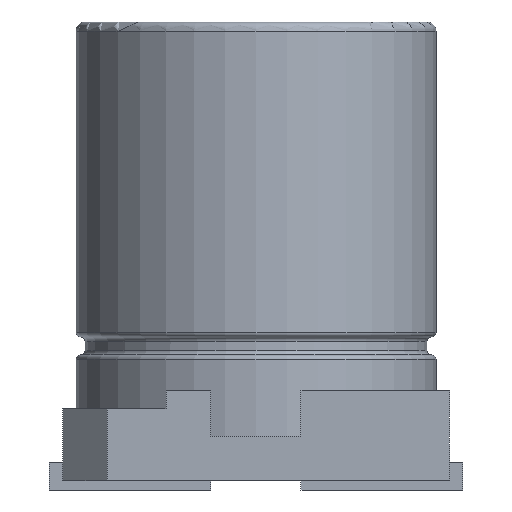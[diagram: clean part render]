
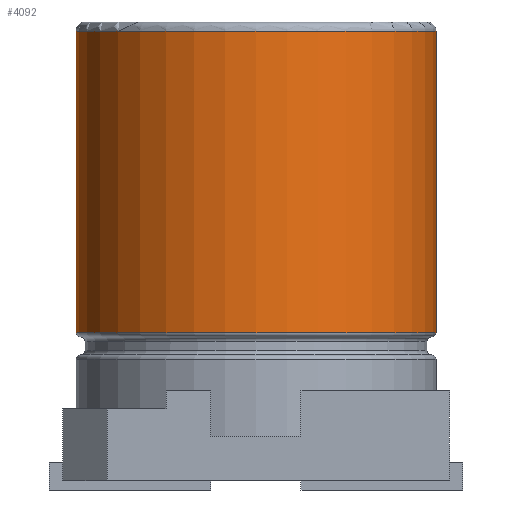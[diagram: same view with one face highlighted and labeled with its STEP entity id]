
A CAD part, front view. The second image highlights one B-rep face of the part: STEP entity #4092.
In plain terms, the highlighted cylindrical face has radius 2 mm (diameter 4 mm), a partial arc.
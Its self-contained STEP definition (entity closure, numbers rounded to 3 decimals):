
#786 = CARTESIAN_POINT ( 'NONE',  ( -2., 0., 1.75 ) ) ;
#793 = CARTESIAN_POINT ( 'NONE',  ( 2., 0., 1.75 ) ) ;
#900 = DIRECTION ( 'NONE',  ( 0., 0., -1. ) ) ;
#901 = VECTOR ( 'NONE', #900, 1000. ) ;
#902 = CARTESIAN_POINT ( 'NONE',  ( 2., 0., 16.057 ) ) ;
#903 = LINE ( 'NONE', #902, #901 ) ;
#930 = CARTESIAN_POINT ( 'NONE',  ( -2., 0., 5.1 ) ) ;
#931 = CARTESIAN_POINT ( 'NONE',  ( 2., 0., 5.1 ) ) ;
#1015 = DIRECTION ( 'NONE',  ( 0., 0., -1. ) ) ;
#1016 = VECTOR ( 'NONE', #1015, 1000. ) ;
#1017 = CARTESIAN_POINT ( 'NONE',  ( -2., 0., 16.057 ) ) ;
#1018 = LINE ( 'NONE', #1017, #1016 ) ;
#2331 = DIRECTION ( 'NONE',  ( 1., 0., 0. ) ) ;
#2332 = DIRECTION ( 'NONE',  ( 0., 0., -1. ) ) ;
#2333 = CARTESIAN_POINT ( 'NONE',  ( 0., 0., 5.1 ) ) ;
#2334 = AXIS2_PLACEMENT_3D ( 'NONE', #2333, #2332, #2331 ) ;
#2335 = CIRCLE ( 'NONE', #2334, 2. ) ;
#2362 = DIRECTION ( 'NONE',  ( -1., 0., 0. ) ) ;
#2363 = DIRECTION ( 'NONE',  ( 0., 0., -1. ) ) ;
#2364 = CARTESIAN_POINT ( 'NONE',  ( 0., 0., 16.057 ) ) ;
#2365 = AXIS2_PLACEMENT_3D ( 'NONE', #2364, #2363, #2362 ) ;
#2367 = CYLINDRICAL_SURFACE ( 'NONE', #2365, 2. ) ;
#2368 = FACE_OUTER_BOUND ( 'NONE', #4093, .T. ) ;
#2401 = DIRECTION ( 'NONE',  ( 1., 0., 0. ) ) ;
#2402 = DIRECTION ( 'NONE',  ( 0., 0., 1. ) ) ;
#2403 = CARTESIAN_POINT ( 'NONE',  ( 0., 0., 1.75 ) ) ;
#2404 = AXIS2_PLACEMENT_3D ( 'NONE', #2403, #2402, #2401 ) ;
#2405 = CIRCLE ( 'NONE', #2404, 2. ) ;
#2700 = VERTEX_POINT ( 'NONE', #793 ) ;
#2705 = VERTEX_POINT ( 'NONE', #786 ) ;
#2739 = EDGE_CURVE ( 'NONE', #2751, #2700, #903, .T. ) ;
#2751 = VERTEX_POINT ( 'NONE', #931 ) ;
#2753 = VERTEX_POINT ( 'NONE', #930 ) ;
#2807 = EDGE_CURVE ( 'NONE', #2753, #2705, #1018, .T. ) ;
#4077 = EDGE_CURVE ( 'NONE', #2751, #2753, #2335, .T. ) ;
#4088 = ORIENTED_EDGE ( 'NONE', *, *, #2807, .T. ) ;
#4089 = ORIENTED_EDGE ( 'NONE', *, *, #4108, .T. ) ;
#4092 = ADVANCED_FACE ( 'NONE', ( #2368 ), #2367, .T. ) ;
#4093 = EDGE_LOOP ( 'NONE', ( #4106, #4107, #4088, #4089 ) ) ;
#4106 = ORIENTED_EDGE ( 'NONE', *, *, #2739, .F. ) ;
#4107 = ORIENTED_EDGE ( 'NONE', *, *, #4077, .T. ) ;
#4108 = EDGE_CURVE ( 'NONE', #2705, #2700, #2405, .T. ) ;
